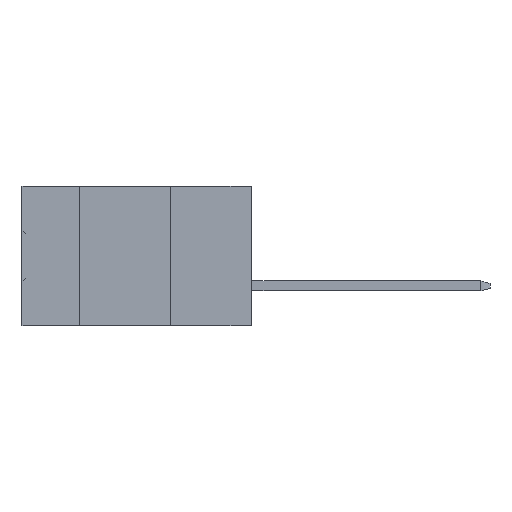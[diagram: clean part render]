
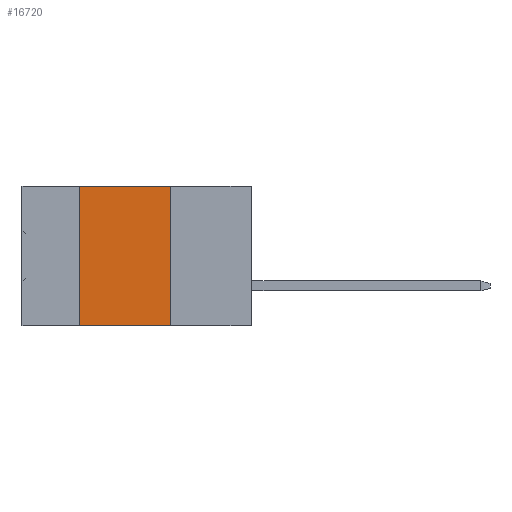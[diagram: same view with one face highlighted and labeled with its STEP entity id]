
A CAD part, left-side view. The second image highlights one B-rep face of the part: STEP entity #16720.
In plain terms, the highlighted planar face has unit normal (-1, 0, 0).
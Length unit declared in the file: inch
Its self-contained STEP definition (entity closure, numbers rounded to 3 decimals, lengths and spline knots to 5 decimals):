
#358 = AXIS2_PLACEMENT_3D ( 'NONE', #9115, #15702, #4030 ) ;
#1138 = VECTOR ( 'NONE', #8017, 39.37008 ) ;
#2678 = EDGE_CURVE ( 'NONE', #26153, #22165, #10310, .T. ) ;
#3225 = CARTESIAN_POINT ( 'NONE',  ( 0., 0.54, -0.437 ) ) ;
#4030 = DIRECTION ( 'NONE',  ( 0., 0., -1. ) ) ;
#6098 = EDGE_LOOP ( 'NONE', ( #24251, #21672, #14266, #13874 ) ) ;
#7877 = VECTOR ( 'NONE', #11912, 39.37008 ) ;
#8017 = DIRECTION ( 'NONE',  ( 0., -1., 0. ) ) ;
#9115 = CARTESIAN_POINT ( 'NONE',  ( 0., 0.72, 0. ) ) ;
#9761 = LINE ( 'NONE', #16973, #26310 ) ;
#10310 = LINE ( 'NONE', #29566, #1138 ) ;
#10928 = FACE_OUTER_BOUND ( 'NONE', #6098, .T. ) ;
#11912 = DIRECTION ( 'NONE',  ( 0., 0., 1. ) ) ;
#13430 = LINE ( 'NONE', #22993, #19037 ) ;
#13600 = VERTEX_POINT ( 'NONE', #26608 ) ;
#13708 = PLANE ( 'NONE',  #358 ) ;
#13874 = ORIENTED_EDGE ( 'NONE', *, *, #28975, .T. ) ;
#14266 = ORIENTED_EDGE ( 'NONE', *, *, #23656, .F. ) ;
#14381 = DIRECTION ( 'NONE',  ( 0., 0., -1. ) ) ;
#15702 = DIRECTION ( 'NONE',  ( 1., 0., 0. ) ) ;
#16687 = LINE ( 'NONE', #18845, #7877 ) ;
#16720 = ADVANCED_FACE ( 'NONE', ( #10928 ), #13708, .F. ) ;
#16944 = VERTEX_POINT ( 'NONE', #3225 ) ;
#16973 = CARTESIAN_POINT ( 'NONE',  ( 0., 0.254, -0.437 ) ) ;
#18845 = CARTESIAN_POINT ( 'NONE',  ( 0., 0.54, -0.437 ) ) ;
#19037 = VECTOR ( 'NONE', #29772, 39.37008 ) ;
#21672 = ORIENTED_EDGE ( 'NONE', *, *, #2678, .F. ) ;
#21798 = CARTESIAN_POINT ( 'NONE',  ( 0., 0.254, 0. ) ) ;
#22165 = VERTEX_POINT ( 'NONE', #21798 ) ;
#22993 = CARTESIAN_POINT ( 'NONE',  ( 0., 0.72, -0.437 ) ) ;
#23656 = EDGE_CURVE ( 'NONE', #16944, #26153, #16687, .T. ) ;
#24251 = ORIENTED_EDGE ( 'NONE', *, *, #26349, .F. ) ;
#26153 = VERTEX_POINT ( 'NONE', #30100 ) ;
#26310 = VECTOR ( 'NONE', #14381, 39.37008 ) ;
#26349 = EDGE_CURVE ( 'NONE', #22165, #13600, #9761, .T. ) ;
#26608 = CARTESIAN_POINT ( 'NONE',  ( 0., 0.254, -0.437 ) ) ;
#28975 = EDGE_CURVE ( 'NONE', #16944, #13600, #13430, .T. ) ;
#29566 = CARTESIAN_POINT ( 'NONE',  ( 0., 0.72, 0. ) ) ;
#29772 = DIRECTION ( 'NONE',  ( 0., -1., 0. ) ) ;
#30100 = CARTESIAN_POINT ( 'NONE',  ( 0., 0.54, 0. ) ) ;
